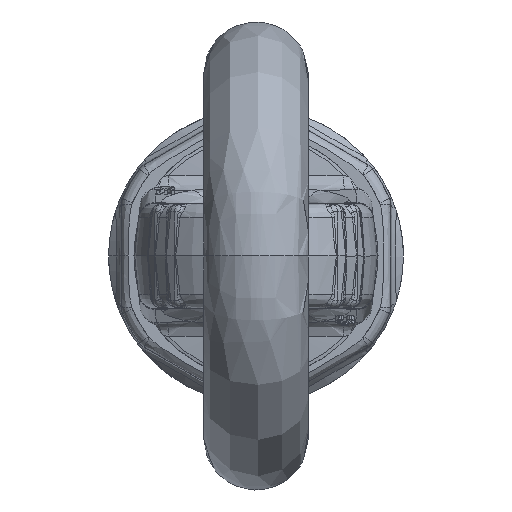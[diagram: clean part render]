
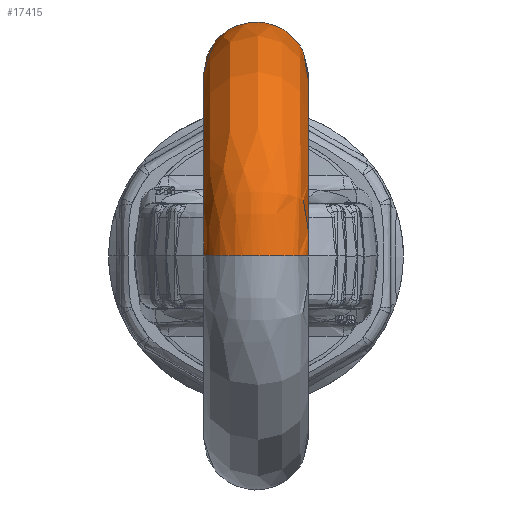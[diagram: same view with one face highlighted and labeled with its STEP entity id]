
A CAD part, left-side view. The second image highlights one B-rep face of the part: STEP entity #17415.
In plain terms, the highlighted free-form (B-spline) face has degree [3, 2] with [4, 7] control points.
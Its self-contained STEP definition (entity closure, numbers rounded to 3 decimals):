
#17310=CARTESIAN_POINT('V1978',(-69.35,
   6.5,21.879));
#17311=VERTEX_POINT('V1978',#17310);
#17317=CARTESIAN_POINT('E732',(-69.35,6.5,
   21.879));
#17318=CARTESIAN_POINT('E732',(-66.723,6.5,
   32.826));
#17319=CARTESIAN_POINT('E732',(-68.037,
   -3.25,27.353));
#17320=CARTESIAN_POINT('E732',(-69.35,-13.0,
   21.879));
#17321=CARTESIAN_POINT('E732',(-70.663,
   -3.25,16.405));
#17322=CARTESIAN_POINT('E732',(-71.977,6.5,
   10.931));
#17323=CARTESIAN_POINT('E732',(-69.35,6.5,
   21.879));
#17331=(BOUNDED_CURVE()B_SPLINE_CURVE(2,(#17317,#17318,#17319,
   #17320,#17321,#17322,#17323),.CIRCULAR_ARC.,.T.,.U.)
   B_SPLINE_CURVE_WITH_KNOTS((3,2,2,3),(0.0,0.333,
   0.667,1.0),.UNSPECIFIED.)CURVE()
   GEOMETRIC_REPRESENTATION_ITEM()RATIONAL_B_SPLINE_CURVE((1.0,
   0.5,1.0,0.5,1.0,0.5,1.0)
   )REPRESENTATION_ITEM('E732'));
#17332=EDGE_CURVE('E732',#17311,#17311,#17331,.T.);
#17342=CARTESIAN_POINT('F299',(-97.1,6.5,
   0.));
#17343=CARTESIAN_POINT('F299',(-97.1,6.5,
   15.788));
#17344=CARTESIAN_POINT('F299',(-84.702,6.5,
   25.563));
#17345=CARTESIAN_POINT('F299',(-69.35,6.5,
   21.879));
#17346=CARTESIAN_POINT('F299',(-85.842,6.5,
   0.));
#17347=CARTESIAN_POINT('F299',(-85.842,6.5,
   7.888));
#17348=CARTESIAN_POINT('F299',(-79.647,6.5,
   12.772));
#17349=CARTESIAN_POINT('F299',(-71.977,6.5,
   10.931));
#17350=CARTESIAN_POINT('F299',(-91.471,
   -3.25,0.));
#17351=CARTESIAN_POINT('F299',(-91.471,
   -3.25,11.838));
#17352=CARTESIAN_POINT('F299',(-82.175,
   -3.25,19.167));
#17353=CARTESIAN_POINT('F299',(-70.663,
   -3.25,16.405));
#17354=CARTESIAN_POINT('F299',(-97.1,-13.0,
   0.));
#17355=CARTESIAN_POINT('F299',(-97.1,
   -13.,15.788));
#17356=CARTESIAN_POINT('F299',(-84.702,
   -13.,25.563));
#17357=CARTESIAN_POINT('F299',(-69.35,-13.0,
   21.879));
#17358=CARTESIAN_POINT('F299',(-102.729,
   -3.25,0.));
#17359=CARTESIAN_POINT('F299',(-102.729,
   -3.25,19.738));
#17360=CARTESIAN_POINT('F299',(-87.229,
   -3.25,31.958));
#17361=CARTESIAN_POINT('F299',(-68.037,
   -3.25,27.353));
#17362=CARTESIAN_POINT('F299',(-108.358,
   6.5,0.));
#17363=CARTESIAN_POINT('F299',(-108.358,
   6.5,23.688));
#17364=CARTESIAN_POINT('F299',(-89.757,6.5,
   38.354));
#17365=CARTESIAN_POINT('F299',(-66.723,6.5,
   32.826));
#17366=CARTESIAN_POINT('F299',(-97.1,6.5,
   0.));
#17367=CARTESIAN_POINT('F299',(-97.1,6.5,
   15.788));
#17368=CARTESIAN_POINT('F299',(-84.702,6.5,
   25.563));
#17369=CARTESIAN_POINT('F299',(-69.35,6.5,
   21.879));
#17377=(BOUNDED_SURFACE()B_SPLINE_SURFACE(3,2,((#17342,#17346,
   #17350,#17354,#17358,#17362,#17366),(#17343,#17347,#17351,
   #17355,#17359,#17363,#17367),(#17344,#17348,#17352,#17356,
   #17360,#17364,#17368),(#17345,#17349,#17353,#17357,#17361,
   #17365,#17369)),.UNSPECIFIED.,.F.,.T.,.U.)
   B_SPLINE_SURFACE_WITH_KNOTS((4,4),(3,2,2,3),(0.0,1.0),(0.0,
   0.475,0.951,1.426),
   .UNSPECIFIED.)GEOMETRIC_REPRESENTATION_ITEM()
   RATIONAL_B_SPLINE_SURFACE(((1.0,0.5,1.0,
   0.5,1.0,0.5,1.0),(0.746,
   0.373,0.746,0.373,
   0.746,0.373,0.746),(
   0.746,0.373,0.746,
   0.373,0.746,0.373,
   0.746),(1.0,0.5,1.0,0.5,
   1.0,0.5,1.0)))REPRESENTATION_ITEM('F299')SURFACE()
   );
#17378=ORIENTED_EDGE('E732',*,*,#17332,.F.);
#17379=CARTESIAN_POINT('V1979',(-97.1,
   6.5,0.));
#17380=VERTEX_POINT('V1979',#17379);
#17381=CARTESIAN_POINT('E733',(-69.35,6.5,
   21.879));
#17382=CARTESIAN_POINT('E733',(-84.702,6.5,
   25.563));
#17383=CARTESIAN_POINT('E733',(-97.1,6.5,
   15.788));
#17384=CARTESIAN_POINT('E733',(-97.1,6.5,
   0.));
#17392=(BOUNDED_CURVE()B_SPLINE_CURVE(3,(#17381,#17382,#17383,
   #17384),.UNSPECIFIED.,.F.,.U.)CURVE()
   GEOMETRIC_REPRESENTATION_ITEM()QUASI_UNIFORM_CURVE()
   RATIONAL_B_SPLINE_CURVE((1.0,0.746,
   0.746,1.0))REPRESENTATION_ITEM('E733'));
#17393=EDGE_CURVE('E733',#17311,#17380,#17392,.T.);
#17394=ORIENTED_EDGE('E733',*,*,#17393,.T.);
#17395=CARTESIAN_POINT('E734',(-97.1,6.5,
   0.0));
#17396=CARTESIAN_POINT('E734',(-108.358,
   6.5,0.0));
#17397=CARTESIAN_POINT('E734',(-102.729,
   -3.25,0.0));
#17398=CARTESIAN_POINT('E734',(-97.1,-13.0,0.0));
#17399=CARTESIAN_POINT('E734',(-91.471,
   -3.25,0.0));
#17400=CARTESIAN_POINT('E734',(-85.842,6.5,
   0.0));
#17401=CARTESIAN_POINT('E734',(-97.1,6.5,
   0.0));
#17409=(BOUNDED_CURVE()B_SPLINE_CURVE(2,(#17395,#17396,#17397,
   #17398,#17399,#17400,#17401),.CIRCULAR_ARC.,.T.,.U.)
   B_SPLINE_CURVE_WITH_KNOTS((3,2,2,3),(0.0,0.475,
   0.951,1.426),.UNSPECIFIED.)CURVE()
   GEOMETRIC_REPRESENTATION_ITEM()RATIONAL_B_SPLINE_CURVE((1.0,
   0.5,1.0,0.5,1.0,0.5,1.0)
   )REPRESENTATION_ITEM('E734'));
#17410=EDGE_CURVE('E734',#17380,#17380,#17409,.T.);
#17411=ORIENTED_EDGE('E734',*,*,#17410,.T.);
#17412=ORIENTED_EDGE('E733',*,*,#17393,.F.);
#17413=EDGE_LOOP('F299',(#17378,#17394,#17411,#17412));
#17414=FACE_OUTER_BOUND('F299',#17413,.T.);
#17415=ADVANCED_FACE('F299',(#17414),#17377,.T.);
